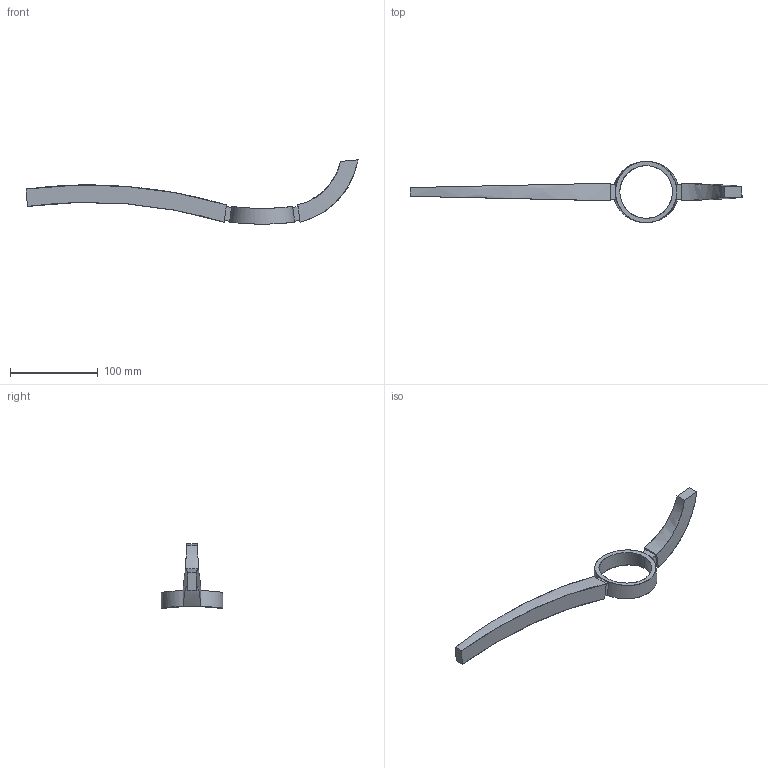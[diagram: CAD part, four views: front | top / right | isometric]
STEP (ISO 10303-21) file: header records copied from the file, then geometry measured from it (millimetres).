
FILE_DESCRIPTION (( 'STEP AP203' ), '1' );
FILE_NAME ('FBS - GARDE CORPS - 0001.STEP', '2023-05-02T09:38:18', ( '' ), ( '' ), 'SwSTEP 2.0', 'SolidWorks 2020', '' );
FILE_SCHEMA (( 'CONFIG_CONTROL_DESIGN' ));
Length unit declared in the file: millimetre
Products named in the file (6): FBS - GARDE CORPS - 01_D‚faut_Brut d''''usinage__44; FBS - GARDE CORPS - 01_D‚faut_Brut d''''usinage__14; FBS - GARDE CORPS - 01_D‚faut_Brut d''''usinage__29; FBS - GARDE CORPS - 01_D‚faut_Brut d''''usinage__31; FBS - GARDE CORPS - 0001; FBS - GARDE CORPS - 01_D‚faut_Brut d''''usinage__35
Assembly tree (5 placements, depth 2):
  FBS - GARDE CORPS - 0001
    FBS - GARDE CORPS - 01_D‚faut_Brut d''''usinage__35
    FBS - GARDE CORPS - 01_D‚faut_Brut d''''usinage__31
    FBS - GARDE CORPS - 01_D‚faut_Brut d''''usinage__14
    FBS - GARDE CORPS - 01_D‚faut_Brut d''''usinage__29
    FBS - GARDE CORPS - 01_D‚faut_Brut d''''usinage__44
Bounding box: 378.55 x 70 x 73.23 mm (x, y, z)
Surface area: 34712.7 mm2 (no closed solid volume)
Topology: 0 solids, 28 shells, 30 faces, 116 edges, 112 vertices
Faces by surface type: plane 16, bspline 12, cylinder 2
Entity records: 3111 total; most frequent: CARTESIAN_POINT 1638, DIRECTION 132, ORIENTED_EDGE 120, EDGE_CURVE 116, VERTEX_POINT 112, LINE 80, VECTOR 80, PERSON_AND_ORGANIZATION 53
